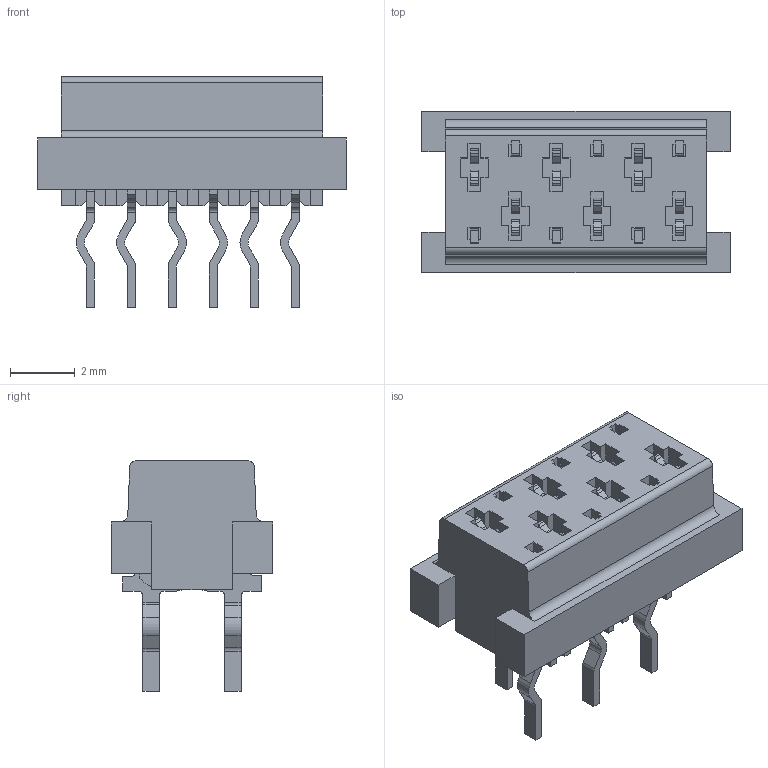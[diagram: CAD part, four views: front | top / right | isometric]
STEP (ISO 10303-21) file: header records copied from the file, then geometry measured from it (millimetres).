
FILE_DESCRIPTION(/* description */ (''),/* implementation_level */ '2;1');
FILE_NAME(/* name */ '7-215079-6-t-3d.step',/* time_stamp */ '2020-09-06T15:40:33+02:00',/* author */ (''),/* organization */ (''),/* preprocessor_version */ 'ST-DEVELOPER v18.1',/* originating_system */ 'Autodesk Translation Framework v9.3.0.1241',/* authorisation */ '');
FILE_SCHEMA (('AUTOMOTIVE_DESIGN { 1 0 10303 214 3 1 1 }'));
Length unit declared in the file: millimetre
Products named in the file (2): (Unsaved); Component1
Assembly tree (1 placements, depth 2):
  (Unsaved)
    Component1
Bounding box: 9.56 x 5 x 7.15 mm (x, y, z)
Volume: 135.5 mm3; surface area: 302.7 mm2
Topology: 1 solids, 1 shells, 560 faces, 1586 edges, 1052 vertices
Faces by surface type: plane 472, cylinder 88
Entity records: 17971 total; most frequent: CARTESIAN_POINT 3201, ORIENTED_EDGE 3172, DIRECTION 2888, EDGE_CURVE 1586, LINE 1410, VECTOR 1410, VERTEX_POINT 1052, AXIS2_PLACEMENT_3D 739
